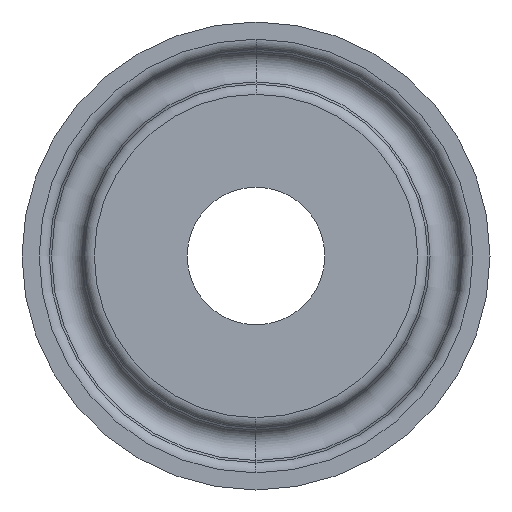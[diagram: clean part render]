
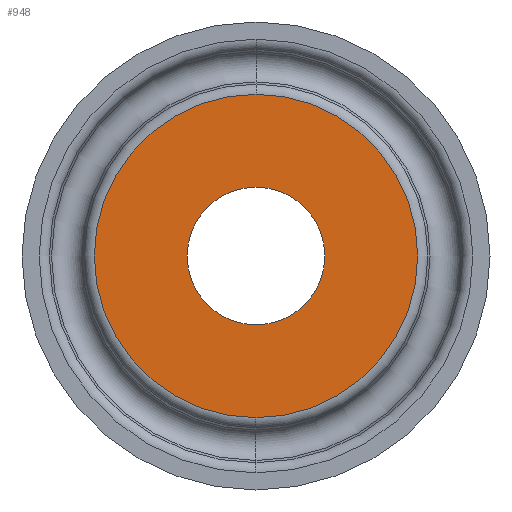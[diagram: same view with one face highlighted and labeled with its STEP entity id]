
A CAD part, left-side view. The second image highlights one B-rep face of the part: STEP entity #948.
In plain terms, the highlighted planar face has unit normal (-1, 0, 0).
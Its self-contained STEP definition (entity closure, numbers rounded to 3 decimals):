
#2 = DIRECTION ( 'NONE',  ( 0., 0., 1. ) ) ;
#91 = VERTEX_POINT ( 'NONE', #967 ) ;
#176 = EDGE_CURVE ( 'NONE', #734, #91, #291, .T. ) ;
#186 = CARTESIAN_POINT ( 'NONE',  ( 0., 0., -5. ) ) ;
#225 = DIRECTION ( 'NONE',  ( 0., 0., 1. ) ) ;
#242 = AXIS2_PLACEMENT_3D ( 'NONE', #1185, #1297, #770 ) ;
#248 = DIRECTION ( 'NONE',  ( -1., 0., 0. ) ) ;
#289 = ORIENTED_EDGE ( 'NONE', *, *, #621, .F. ) ;
#291 = CIRCLE ( 'NONE', #847, 5. ) ;
#304 = CIRCLE ( 'NONE', #604, 5. ) ;
#336 = PLANE ( 'NONE',  #242 ) ;
#342 = CARTESIAN_POINT ( 'NONE',  ( 0., 0., 0. ) ) ;
#396 = CIRCLE ( 'NONE', #1166, 11.747 ) ;
#603 = CARTESIAN_POINT ( 'NONE',  ( 0., 0., 0. ) ) ;
#604 = AXIS2_PLACEMENT_3D ( 'NONE', #603, #883, #610 ) ;
#610 = DIRECTION ( 'NONE',  ( 0., 0., 1. ) ) ;
#613 = CARTESIAN_POINT ( 'NONE',  ( 0., 0., -11.747 ) ) ;
#621 = EDGE_CURVE ( 'NONE', #91, #734, #304, .T. ) ;
#659 = DIRECTION ( 'NONE',  ( -1., 0., 0. ) ) ;
#676 = EDGE_LOOP ( 'NONE', ( #792, #798 ) ) ;
#721 = VERTEX_POINT ( 'NONE', #613 ) ;
#734 = VERTEX_POINT ( 'NONE', #186 ) ;
#750 = CIRCLE ( 'NONE', #1285, 11.747 ) ;
#757 = CARTESIAN_POINT ( 'NONE',  ( 0., 0., 11.747 ) ) ;
#763 = FACE_OUTER_BOUND ( 'NONE', #676, .T. ) ;
#770 = DIRECTION ( 'NONE',  ( 0., 0., -1. ) ) ;
#784 = CARTESIAN_POINT ( 'NONE',  ( 0., 0., 0. ) ) ;
#792 = ORIENTED_EDGE ( 'NONE', *, *, #1272, .T. ) ;
#798 = ORIENTED_EDGE ( 'NONE', *, *, #831, .T. ) ;
#831 = EDGE_CURVE ( 'NONE', #721, #918, #750, .T. ) ;
#847 = AXIS2_PLACEMENT_3D ( 'NONE', #784, #901, #1207 ) ;
#876 = FACE_BOUND ( 'NONE', #1097, .T. ) ;
#883 = DIRECTION ( 'NONE',  ( -1., 0., 0. ) ) ;
#901 = DIRECTION ( 'NONE',  ( -1., 0., 0. ) ) ;
#918 = VERTEX_POINT ( 'NONE', #757 ) ;
#948 = ADVANCED_FACE ( 'NONE', ( #876, #763 ), #336, .F. ) ;
#967 = CARTESIAN_POINT ( 'NONE',  ( 0., 0., 5. ) ) ;
#1097 = EDGE_LOOP ( 'NONE', ( #289, #1323 ) ) ;
#1166 = AXIS2_PLACEMENT_3D ( 'NONE', #1302, #659, #225 ) ;
#1185 = CARTESIAN_POINT ( 'NONE',  ( 0., 5., 0. ) ) ;
#1207 = DIRECTION ( 'NONE',  ( 0., 0., 1. ) ) ;
#1272 = EDGE_CURVE ( 'NONE', #918, #721, #396, .T. ) ;
#1285 = AXIS2_PLACEMENT_3D ( 'NONE', #342, #248, #2 ) ;
#1297 = DIRECTION ( 'NONE',  ( 1., 0., 0. ) ) ;
#1302 = CARTESIAN_POINT ( 'NONE',  ( 0., 0., 0. ) ) ;
#1323 = ORIENTED_EDGE ( 'NONE', *, *, #176, .F. ) ;
